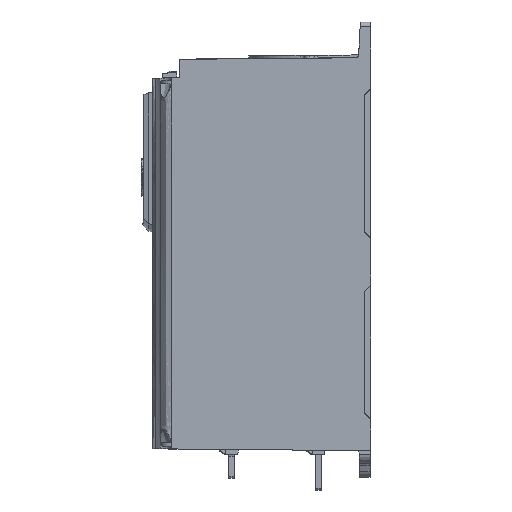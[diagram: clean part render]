
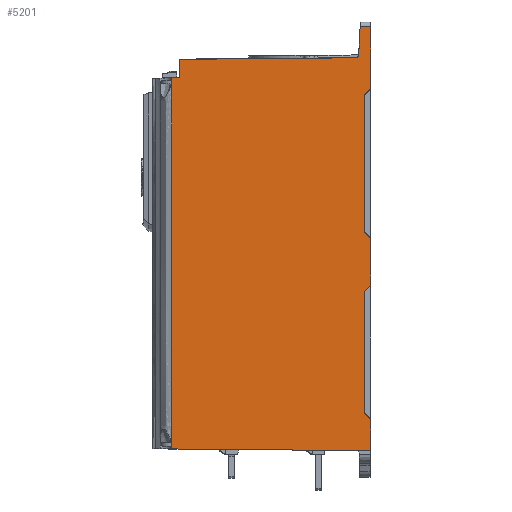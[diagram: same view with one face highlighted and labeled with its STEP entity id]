
A CAD part, left-side view. The second image highlights one B-rep face of the part: STEP entity #5201.
In plain terms, the highlighted planar face has unit normal (-1, 0.009, 0).
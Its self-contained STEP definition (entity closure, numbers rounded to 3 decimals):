
#248=(
BOUNDED_CURVE()
B_SPLINE_CURVE(3,(#76382,#76383,#76384,#76385),.UNSPECIFIED.,.F.,.F.)
B_SPLINE_CURVE_WITH_KNOTS((4,4),(0.,1.),.UNSPECIFIED.)
CURVE()
GEOMETRIC_REPRESENTATION_ITEM()
RATIONAL_B_SPLINE_CURVE((1.,0.819,0.819,1.))
REPRESENTATION_ITEM('')
);
#2134=B_SPLINE_CURVE_WITH_KNOTS('',3,(#74331,#74332,#74333,#74334),
 .UNSPECIFIED.,.F.,.F.,(4,4),(0.,1.),.UNSPECIFIED.);
#2180=B_SPLINE_CURVE_WITH_KNOTS('',3,(#76390,#76391,#76392,#76393),
 .UNSPECIFIED.,.F.,.F.,(4,4),(0.,1.),.UNSPECIFIED.);
#5201=ADVANCED_FACE('',(#8107),#6698,.T.);
#6698=PLANE('',#48878);
#8107=FACE_OUTER_BOUND('',#10101,.T.);
#10101=EDGE_LOOP('',(#18634,#18635,#18636,#18637,#18638,#18639,#18640,#18641,
#18642,#18643,#18644,#18645,#18646,#18647,#18648,#18649,#18650,#18651,#18652));
#18634=ORIENTED_EDGE('',*,*,#33129,.T.);
#18635=ORIENTED_EDGE('',*,*,#33494,.T.);
#18636=ORIENTED_EDGE('',*,*,#33021,.T.);
#18637=ORIENTED_EDGE('',*,*,#33495,.T.);
#18638=ORIENTED_EDGE('',*,*,#33026,.T.);
#18639=ORIENTED_EDGE('',*,*,#33029,.T.);
#18640=ORIENTED_EDGE('',*,*,#33496,.T.);
#18641=ORIENTED_EDGE('',*,*,#33493,.T.);
#18642=ORIENTED_EDGE('',*,*,#33394,.T.);
#18643=ORIENTED_EDGE('',*,*,#33497,.F.);
#18644=ORIENTED_EDGE('',*,*,#33384,.F.);
#18645=ORIENTED_EDGE('',*,*,#33498,.T.);
#18646=ORIENTED_EDGE('',*,*,#33499,.F.);
#18647=ORIENTED_EDGE('',*,*,#33366,.F.);
#18648=ORIENTED_EDGE('',*,*,#33349,.F.);
#18649=ORIENTED_EDGE('',*,*,#33162,.T.);
#18650=ORIENTED_EDGE('',*,*,#33500,.T.);
#18651=ORIENTED_EDGE('',*,*,#33501,.T.);
#18652=ORIENTED_EDGE('',*,*,#33324,.F.);
#26155=VERTEX_POINT('',#73967);
#26156=VERTEX_POINT('',#73969);
#26160=VERTEX_POINT('',#73978);
#26161=VERTEX_POINT('',#73980);
#26162=VERTEX_POINT('',#73984);
#26247=VERTEX_POINT('',#74247);
#26248=VERTEX_POINT('',#74249);
#26271=VERTEX_POINT('',#74329);
#26273=VERTEX_POINT('',#74335);
#26404=VERTEX_POINT('',#75553);
#26421=VERTEX_POINT('',#75708);
#26434=VERTEX_POINT('',#75747);
#26446=VERTEX_POINT('',#75791);
#26447=VERTEX_POINT('',#75793);
#26454=VERTEX_POINT('',#75823);
#26455=VERTEX_POINT('',#75825);
#26544=VERTEX_POINT('',#76372);
#26546=VERTEX_POINT('',#76386);
#26547=VERTEX_POINT('',#76389);
#33021=EDGE_CURVE('',#26156,#26155,#39745,.T.);
#33026=EDGE_CURVE('',#26161,#26160,#39750,.T.);
#33029=EDGE_CURVE('',#26160,#26162,#39753,.T.);
#33129=EDGE_CURVE('',#26248,#26247,#39830,.T.);
#33162=EDGE_CURVE('',#26273,#26271,#2134,.T.);
#33324=EDGE_CURVE('',#26248,#26404,#39986,.T.);
#33349=EDGE_CURVE('',#26273,#26421,#39994,.T.);
#33366=EDGE_CURVE('',#26421,#26434,#40009,.T.);
#33384=EDGE_CURVE('',#26446,#26447,#40024,.T.);
#33394=EDGE_CURVE('',#26455,#26454,#40030,.T.);
#33493=EDGE_CURVE('',#26544,#26455,#40090,.T.);
#33494=EDGE_CURVE('',#26247,#26156,#40091,.T.);
#33495=EDGE_CURVE('',#26155,#26161,#40092,.T.);
#33496=EDGE_CURVE('',#26162,#26544,#40093,.T.);
#33497=EDGE_CURVE('',#26447,#26454,#40094,.T.);
#33498=EDGE_CURVE('',#26446,#26546,#248,.T.);
#33499=EDGE_CURVE('',#26434,#26546,#40095,.T.);
#33500=EDGE_CURVE('',#26271,#26547,#40096,.T.);
#33501=EDGE_CURVE('',#26547,#26404,#2180,.T.);
#39745=LINE('',#73968,#45310);
#39750=LINE('',#73979,#45315);
#39753=LINE('',#73985,#45318);
#39830=LINE('',#74248,#45395);
#39986=LINE('',#75552,#45551);
#39994=LINE('',#75707,#45559);
#40009=LINE('',#75746,#45574);
#40024=LINE('',#75792,#45589);
#40030=LINE('',#75824,#45595);
#40090=LINE('',#76376,#45655);
#40091=LINE('',#76378,#45656);
#40092=LINE('',#76379,#45657);
#40093=LINE('',#76380,#45658);
#40094=LINE('',#76381,#45659);
#40095=LINE('',#76387,#45660);
#40096=LINE('',#76388,#45661);
#45310=VECTOR('',#56335,1.);
#45315=VECTOR('',#56342,1.);
#45318=VECTOR('',#56347,1.);
#45395=VECTOR('',#56474,1.);
#45551=VECTOR('',#56736,1.);
#45559=VECTOR('',#56756,1.);
#45574=VECTOR('',#56773,1.);
#45589=VECTOR('',#56792,1.);
#45595=VECTOR('',#56802,1.);
#45655=VECTOR('',#56904,1.);
#45656=VECTOR('',#56907,1.);
#45657=VECTOR('',#56908,1.);
#45658=VECTOR('',#56909,1.);
#45659=VECTOR('',#56910,1.);
#45660=VECTOR('',#56911,1.);
#45661=VECTOR('',#56912,1.);
#48878=AXIS2_PLACEMENT_3D('',#76394,#56913,#56914);
#56335=DIRECTION('',(0.,0.,1.));
#56342=DIRECTION('',(0.,0.,1.));
#56347=DIRECTION('',(0.006,0.707,0.707));
#56474=DIRECTION('',(0.,0.,1.));
#56736=DIRECTION('',(0.009,1.,0.009));
#56756=DIRECTION('',(-0.009,-0.999,0.052));
#56773=DIRECTION('',(0.,0.009,1.));
#56792=DIRECTION('',(0.,-0.052,0.999));
#56802=DIRECTION('',(0.,0.,1.));
#56904=DIRECTION('',(-0.006,-0.707,0.707));
#56907=DIRECTION('',(0.006,0.707,0.707));
#56908=DIRECTION('',(-0.006,-0.707,0.707));
#56909=DIRECTION('',(0.,0.,1.));
#56910=DIRECTION('',(-0.009,-1.,0.009));
#56911=DIRECTION('',(-0.009,-1.,0.009));
#56912=DIRECTION('',(0.,0.,-1.));
#56913=DIRECTION('',(-1.,0.009,0.));
#56914=DIRECTION('',(0.009,1.,0.));
#73967=CARTESIAN_POINT('',(-107.621,6.849,-49.024));
#73968=CARTESIAN_POINT('',(-107.621,6.849,10.396));
#73969=CARTESIAN_POINT('',(-107.621,6.849,-178.424));
#73978=CARTESIAN_POINT('',(-107.678,0.349,7.076));
#73979=CARTESIAN_POINT('',(-107.678,0.349,10.396));
#73980=CARTESIAN_POINT('',(-107.678,0.349,-42.524));
#73984=CARTESIAN_POINT('',(-107.621,6.849,13.576));
#73985=CARTESIAN_POINT('',(-107.678,0.349,7.076));
#74247=CARTESIAN_POINT('',(-107.678,0.349,-184.924));
#74248=CARTESIAN_POINT('',(-107.678,0.349,10.396));
#74249=CARTESIAN_POINT('',(-107.678,0.349,-217.727));
#74329=CARTESIAN_POINT('',(-105.841,210.746,176.896));
#74331=CARTESIAN_POINT('',(-105.841,210.748,177.184));
#74332=CARTESIAN_POINT('',(-105.841,210.747,177.088));
#74333=CARTESIAN_POINT('',(-105.841,210.746,176.992));
#74334=CARTESIAN_POINT('',(-105.841,210.746,176.896));
#74335=CARTESIAN_POINT('',(-105.841,210.748,177.184));
#75552=CARTESIAN_POINT('',(-107.678,0.349,-217.727));
#75553=CARTESIAN_POINT('',(-105.841,210.747,-215.891));
#75707=CARTESIAN_POINT('',(-105.841,210.748,177.184));
#75708=CARTESIAN_POINT('',(-105.913,202.581,177.612));
#75746=CARTESIAN_POINT('',(-105.913,202.581,177.612));
#75747=CARTESIAN_POINT('',(-105.911,202.746,196.542));
#75791=CARTESIAN_POINT('',(-107.567,13.019,201.015));
#75792=CARTESIAN_POINT('',(-107.567,13.019,201.015));
#75793=CARTESIAN_POINT('',(-107.581,11.45,230.964));
#75823=CARTESIAN_POINT('',(-107.678,0.349,231.061));
#75824=CARTESIAN_POINT('',(-107.678,0.349,-215.733));
#75825=CARTESIAN_POINT('',(-107.678,0.349,165.667));
#76372=CARTESIAN_POINT('',(-107.621,6.849,159.167));
#76376=CARTESIAN_POINT('',(-107.621,6.849,159.167));
#76378=CARTESIAN_POINT('',(-107.678,0.349,-184.924));
#76379=CARTESIAN_POINT('',(-107.621,6.849,-49.024));
#76380=CARTESIAN_POINT('',(-107.621,6.849,10.396));
#76381=CARTESIAN_POINT('',(-107.66,2.388,231.043));
#76382=CARTESIAN_POINT('',(-107.567,13.019,201.015));
#76383=CARTESIAN_POINT('',(-107.566,13.107,199.344));
#76384=CARTESIAN_POINT('',(-107.556,14.316,198.187));
#76385=CARTESIAN_POINT('',(-107.541,15.989,198.172));
#76386=CARTESIAN_POINT('',(-107.541,15.989,198.172));
#76387=CARTESIAN_POINT('',(-105.911,202.746,196.542));
#76388=CARTESIAN_POINT('',(-105.841,210.746,10.396));
#76389=CARTESIAN_POINT('',(-105.841,210.746,-215.716));
#76390=CARTESIAN_POINT('',(-105.841,210.746,-215.716));
#76391=CARTESIAN_POINT('',(-105.841,210.746,-215.774));
#76392=CARTESIAN_POINT('',(-105.841,210.747,-215.833));
#76393=CARTESIAN_POINT('',(-105.841,210.747,-215.891));
#76394=CARTESIAN_POINT('',(-106.425,143.849,10.396));
